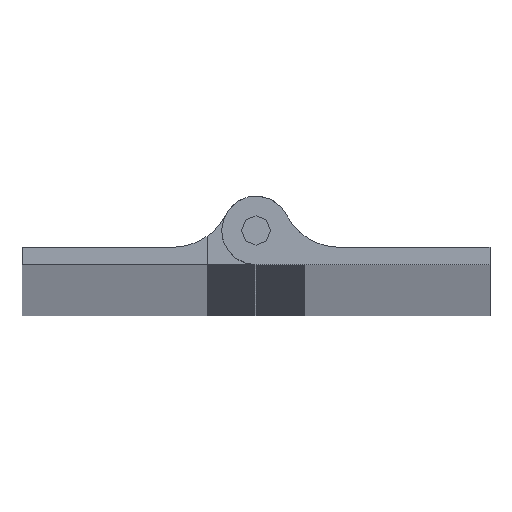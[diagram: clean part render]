
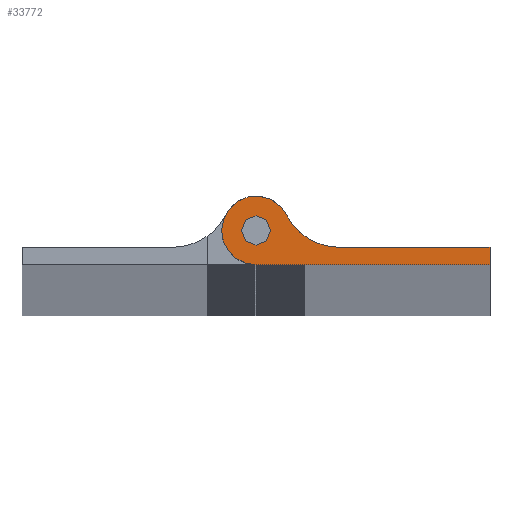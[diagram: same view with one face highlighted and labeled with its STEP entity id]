
A CAD part, top view. The second image highlights one B-rep face of the part: STEP entity #33772.
In plain terms, the highlighted planar face has unit normal (0, 0, 1).
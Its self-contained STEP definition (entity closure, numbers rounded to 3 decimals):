
#2005 = AXIS2_PLACEMENT_3D ( 'NONE', #23473, #15957, #12232 ) ;
#2377 = DIRECTION ( 'NONE',  ( 0., 0., 1. ) ) ;
#2761 = EDGE_LOOP ( 'NONE', ( #34413, #33918, #13076, #21760, #30336, #13879 ) ) ;
#2948 = DIRECTION ( 'NONE',  ( 1., 0., 0. ) ) ;
#3129 = CARTESIAN_POINT ( 'NONE',  ( 0., 0., 1000. ) ) ;
#3349 = CARTESIAN_POINT ( 'NONE',  ( 16., -1.15, 1000. ) ) ;
#3672 = AXIS2_PLACEMENT_3D ( 'NONE', #9910, #2377, #35330 ) ;
#4617 = CIRCLE ( 'NONE', #10997, 2.35 ) ;
#4798 = CARTESIAN_POINT ( 'NONE',  ( -2.35, 0., 1000. ) ) ;
#6606 = PLANE ( 'NONE',  #21956 ) ;
#6723 = DIRECTION ( 'NONE',  ( 0., 0., 1. ) ) ;
#7832 = VERTEX_POINT ( 'NONE', #4798 ) ;
#7883 = EDGE_LOOP ( 'NONE', ( #19595, #10283 ) ) ;
#8777 = EDGE_CURVE ( 'NONE', #35351, #27545, #35496, .T. ) ;
#9158 = CARTESIAN_POINT ( 'NONE',  ( 0., -2.35, 1000. ) ) ;
#9332 = EDGE_CURVE ( 'NONE', #7832, #22203, #4617, .T. ) ;
#9511 = DIRECTION ( 'NONE',  ( 0., 1., 0. ) ) ;
#9910 = CARTESIAN_POINT ( 'NONE',  ( 0., 0., 1000. ) ) ;
#10283 = ORIENTED_EDGE ( 'NONE', *, *, #8777, .F. ) ;
#10674 = CIRCLE ( 'NONE', #3672, 2.35 ) ;
#10689 = VERTEX_POINT ( 'NONE', #20866 ) ;
#10718 = CIRCLE ( 'NONE', #2005, 1. ) ;
#10997 = AXIS2_PLACEMENT_3D ( 'NONE', #3129, #36068, #32309 ) ;
#11020 = EDGE_CURVE ( 'NONE', #27545, #35351, #10718, .T. ) ;
#11054 = CARTESIAN_POINT ( 'NONE',  ( 16., -2.35, 1000. ) ) ;
#11748 = VERTEX_POINT ( 'NONE', #11054 ) ;
#12232 = DIRECTION ( 'NONE',  ( 1., 0., 0. ) ) ;
#13076 = ORIENTED_EDGE ( 'NONE', *, *, #21257, .T. ) ;
#13242 = CARTESIAN_POINT ( 'NONE',  ( 16., -2.35, 1000. ) ) ;
#13563 = CARTESIAN_POINT ( 'NONE',  ( -1., 0., 1000. ) ) ;
#13840 = DIRECTION ( 'NONE',  ( 1., 0., 0. ) ) ;
#13879 = ORIENTED_EDGE ( 'NONE', *, *, #14759, .T. ) ;
#13953 = CARTESIAN_POINT ( 'NONE',  ( 1., 0., 1000. ) ) ;
#14486 = CIRCLE ( 'NONE', #17695, 4. ) ;
#14759 = EDGE_CURVE ( 'NONE', #10689, #24138, #14486, .T. ) ;
#15922 = AXIS2_PLACEMENT_3D ( 'NONE', #17958, #6723, #2948 ) ;
#15957 = DIRECTION ( 'NONE',  ( 0., 0., 1. ) ) ;
#16273 = FACE_OUTER_BOUND ( 'NONE', #2761, .T. ) ;
#16340 = VECTOR ( 'NONE', #9511, 1000. ) ;
#16667 = EDGE_CURVE ( 'NONE', #11748, #26705, #16980, .T. ) ;
#16980 = LINE ( 'NONE', #13242, #16340 ) ;
#17591 = CARTESIAN_POINT ( 'NONE',  ( 0., -2.35, 1000. ) ) ;
#17695 = AXIS2_PLACEMENT_3D ( 'NONE', #29485, #25709, #21938 ) ;
#17958 = CARTESIAN_POINT ( 'NONE',  ( 0., 0., 1000. ) ) ;
#18790 = VECTOR ( 'NONE', #13840, 1000. ) ;
#19595 = ORIENTED_EDGE ( 'NONE', *, *, #11020, .F. ) ;
#20067 = FACE_BOUND ( 'NONE', #7883, .T. ) ;
#20462 = DIRECTION ( 'NONE',  ( -1., 0., 0. ) ) ;
#20866 = CARTESIAN_POINT ( 'NONE',  ( 5.675, -1.15, 1000. ) ) ;
#21185 = EDGE_CURVE ( 'NONE', #24138, #7832, #10674, .T. ) ;
#21257 = EDGE_CURVE ( 'NONE', #22203, #11748, #21354, .T. ) ;
#21292 = EDGE_CURVE ( 'NONE', #26705, #10689, #28007, .T. ) ;
#21354 = LINE ( 'NONE', #17591, #18790 ) ;
#21627 = VECTOR ( 'NONE', #20462, 1000. ) ;
#21760 = ORIENTED_EDGE ( 'NONE', *, *, #16667, .T. ) ;
#21938 = DIRECTION ( 'NONE',  ( 1., 0., 0. ) ) ;
#21956 = AXIS2_PLACEMENT_3D ( 'NONE', #35789, #32016, #28254 ) ;
#22203 = VERTEX_POINT ( 'NONE', #9158 ) ;
#23473 = CARTESIAN_POINT ( 'NONE',  ( 0., 0., 1000. ) ) ;
#24138 = VERTEX_POINT ( 'NONE', #24661 ) ;
#24237 = CARTESIAN_POINT ( 'NONE',  ( 16., -1.15, 1000. ) ) ;
#24661 = CARTESIAN_POINT ( 'NONE',  ( 2.1, 1.055, 1000. ) ) ;
#25709 = DIRECTION ( 'NONE',  ( 0., 0., -1. ) ) ;
#26705 = VERTEX_POINT ( 'NONE', #3349 ) ;
#27545 = VERTEX_POINT ( 'NONE', #13563 ) ;
#28007 = LINE ( 'NONE', #24237, #21627 ) ;
#28254 = DIRECTION ( 'NONE',  ( -1., 0., 0. ) ) ;
#29485 = CARTESIAN_POINT ( 'NONE',  ( 5.675, 2.85, 1000. ) ) ;
#30336 = ORIENTED_EDGE ( 'NONE', *, *, #21292, .T. ) ;
#32016 = DIRECTION ( 'NONE',  ( 0., 0., -1. ) ) ;
#32309 = DIRECTION ( 'NONE',  ( -1., 0., 0. ) ) ;
#33772 = ADVANCED_FACE ( 'NONE', ( #16273, #20067 ), #6606, .F. ) ;
#33918 = ORIENTED_EDGE ( 'NONE', *, *, #9332, .T. ) ;
#34413 = ORIENTED_EDGE ( 'NONE', *, *, #21185, .T. ) ;
#35330 = DIRECTION ( 'NONE',  ( -1., 0., 0. ) ) ;
#35351 = VERTEX_POINT ( 'NONE', #13953 ) ;
#35496 = CIRCLE ( 'NONE', #15922, 1. ) ;
#35789 = CARTESIAN_POINT ( 'NONE',  ( 0., 0., 1000. ) ) ;
#36068 = DIRECTION ( 'NONE',  ( 0., 0., 1. ) ) ;
